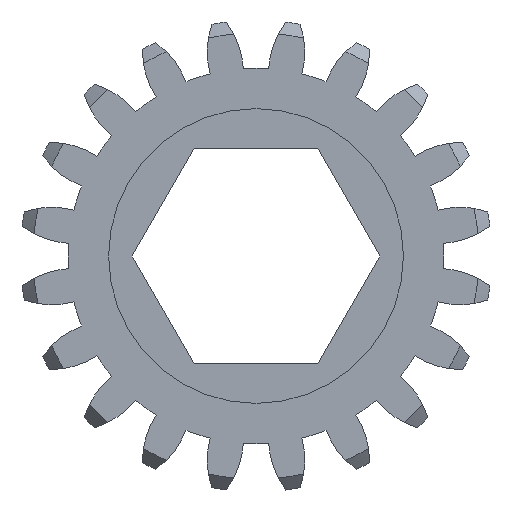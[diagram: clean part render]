
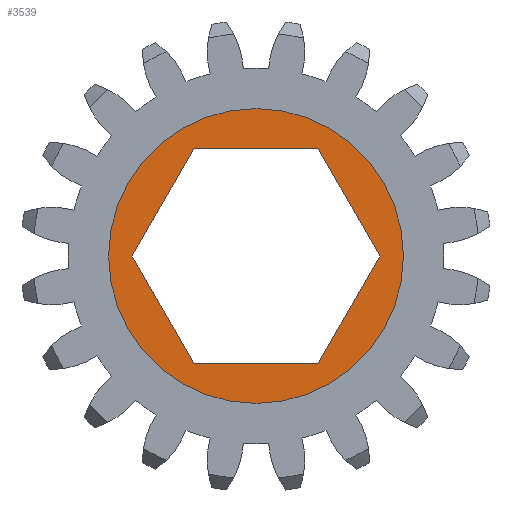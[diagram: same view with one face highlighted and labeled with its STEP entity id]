
A CAD part, left-side view. The second image highlights one B-rep face of the part: STEP entity #3539.
In plain terms, the highlighted planar face has unit normal (-1, 0, 0).
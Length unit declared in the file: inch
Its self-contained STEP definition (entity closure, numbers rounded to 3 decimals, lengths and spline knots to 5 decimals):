
#192 = EDGE_LOOP ( 'NONE', ( #4314, #3973 ) ) ;
#198 = DIRECTION ( 'NONE',  ( 0., 0., 1. ) ) ;
#319 = ORIENTED_EDGE ( 'NONE', *, *, #2973, .F. ) ;
#347 = DIRECTION ( 'NONE',  ( -1., 0., 0. ) ) ;
#492 = EDGE_LOOP ( 'NONE', ( #2026, #319, #715, #1987, #1762, #1722 ) ) ;
#511 = CARTESIAN_POINT ( 'NONE',  ( -0.0625, 0., 0. ) ) ;
#570 = VERTEX_POINT ( 'NONE', #3318 ) ;
#605 = VERTEX_POINT ( 'NONE', #3636 ) ;
#629 = VECTOR ( 'NONE', #1212, 39.37008 ) ;
#715 = ORIENTED_EDGE ( 'NONE', *, *, #3959, .F. ) ;
#781 = VERTEX_POINT ( 'NONE', #4162 ) ;
#932 = VECTOR ( 'NONE', #3994, 39.37008 ) ;
#1148 = VERTEX_POINT ( 'NONE', #4271 ) ;
#1212 = DIRECTION ( 'NONE',  ( 0., -0.5, -0.866 ) ) ;
#1276 = DIRECTION ( 'NONE',  ( 0., -0.5, 0.866 ) ) ;
#1327 = DIRECTION ( 'NONE',  ( 0., 0.5, -0.866 ) ) ;
#1388 = CIRCLE ( 'NONE', #3417, 0.34375 ) ;
#1563 = VERTEX_POINT ( 'NONE', #1593 ) ;
#1593 = CARTESIAN_POINT ( 'NONE',  ( -0.0625, 0.14434, -0.25 ) ) ;
#1639 = CARTESIAN_POINT ( 'NONE',  ( -0.0625, 0.14434, 0.25 ) ) ;
#1642 = CARTESIAN_POINT ( 'NONE',  ( -0.0625, -0.14434, 0.25 ) ) ;
#1644 = LINE ( 'NONE', #3087, #3905 ) ;
#1660 = VECTOR ( 'NONE', #2279, 39.37008 ) ;
#1722 = ORIENTED_EDGE ( 'NONE', *, *, #4413, .F. ) ;
#1762 = ORIENTED_EDGE ( 'NONE', *, *, #2615, .F. ) ;
#1921 = VERTEX_POINT ( 'NONE', #1639 ) ;
#1987 = ORIENTED_EDGE ( 'NONE', *, *, #4462, .F. ) ;
#1997 = DIRECTION ( 'NONE',  ( 0., 0., 1. ) ) ;
#2002 = VECTOR ( 'NONE', #1327, 39.37008 ) ;
#2026 = ORIENTED_EDGE ( 'NONE', *, *, #4233, .F. ) ;
#2044 = DIRECTION ( 'NONE',  ( -1., 0., 0. ) ) ;
#2110 = CARTESIAN_POINT ( 'NONE',  ( -0.0625, 0., 0. ) ) ;
#2134 = PLANE ( 'NONE',  #2584 ) ;
#2155 = LINE ( 'NONE', #1642, #1660 ) ;
#2279 = DIRECTION ( 'NONE',  ( 0., 1., 0. ) ) ;
#2308 = FACE_OUTER_BOUND ( 'NONE', #192, .T. ) ;
#2447 = VERTEX_POINT ( 'NONE', #3354 ) ;
#2505 = CIRCLE ( 'NONE', #4754, 0.34375 ) ;
#2584 = AXIS2_PLACEMENT_3D ( 'NONE', #2110, #2044, #1997 ) ;
#2615 = EDGE_CURVE ( 'NONE', #1563, #570, #4072, .T. ) ;
#2617 = VERTEX_POINT ( 'NONE', #3949 ) ;
#2951 = LINE ( 'NONE', #4522, #629 ) ;
#2973 = EDGE_CURVE ( 'NONE', #2447, #1921, #2155, .T. ) ;
#2990 = VECTOR ( 'NONE', #1276, 39.37008 ) ;
#3026 = LINE ( 'NONE', #4604, #2990 ) ;
#3029 = FACE_BOUND ( 'NONE', #492, .T. ) ;
#3063 = EDGE_CURVE ( 'NONE', #2617, #605, #2505, .T. ) ;
#3080 = LINE ( 'NONE', #4660, #2002 ) ;
#3087 = CARTESIAN_POINT ( 'NONE',  ( -0.0625, -0.28868, 0. ) ) ;
#3276 = EDGE_CURVE ( 'NONE', #605, #2617, #1388, .T. ) ;
#3318 = CARTESIAN_POINT ( 'NONE',  ( -0.0625, -0.14434, -0.25 ) ) ;
#3354 = CARTESIAN_POINT ( 'NONE',  ( -0.0625, -0.14434, 0.25 ) ) ;
#3417 = AXIS2_PLACEMENT_3D ( 'NONE', #511, #347, #198 ) ;
#3539 = ADVANCED_FACE ( 'NONE', ( #3029, #2308 ), #2134, .T. ) ;
#3636 = CARTESIAN_POINT ( 'NONE',  ( -0.0625, 0., -0.34375 ) ) ;
#3905 = VECTOR ( 'NONE', #4667, 39.37008 ) ;
#3949 = CARTESIAN_POINT ( 'NONE',  ( -0.0625, 0., 0.34375 ) ) ;
#3959 = EDGE_CURVE ( 'NONE', #1148, #2447, #1644, .T. ) ;
#3973 = ORIENTED_EDGE ( 'NONE', *, *, #3063, .T. ) ;
#3994 = DIRECTION ( 'NONE',  ( 0., -1., 0. ) ) ;
#4027 = CARTESIAN_POINT ( 'NONE',  ( -0.0625, 0.14434, -0.25 ) ) ;
#4072 = LINE ( 'NONE', #4027, #932 ) ;
#4162 = CARTESIAN_POINT ( 'NONE',  ( -0.0625, 0.28868, 0. ) ) ;
#4233 = EDGE_CURVE ( 'NONE', #1921, #781, #3080, .T. ) ;
#4271 = CARTESIAN_POINT ( 'NONE',  ( -0.0625, -0.28868, 0. ) ) ;
#4314 = ORIENTED_EDGE ( 'NONE', *, *, #3276, .T. ) ;
#4413 = EDGE_CURVE ( 'NONE', #781, #1563, #2951, .T. ) ;
#4462 = EDGE_CURVE ( 'NONE', #570, #1148, #3026, .T. ) ;
#4522 = CARTESIAN_POINT ( 'NONE',  ( -0.0625, 0.28868, 0. ) ) ;
#4590 = DIRECTION ( 'NONE',  ( 0., 0., 1. ) ) ;
#4604 = CARTESIAN_POINT ( 'NONE',  ( -0.0625, -0.14434, -0.25 ) ) ;
#4654 = DIRECTION ( 'NONE',  ( -1., 0., 0. ) ) ;
#4660 = CARTESIAN_POINT ( 'NONE',  ( -0.0625, 0.14434, 0.25 ) ) ;
#4665 = CARTESIAN_POINT ( 'NONE',  ( -0.0625, 0., 0. ) ) ;
#4667 = DIRECTION ( 'NONE',  ( 0., 0.5, 0.866 ) ) ;
#4754 = AXIS2_PLACEMENT_3D ( 'NONE', #4665, #4654, #4590 ) ;
